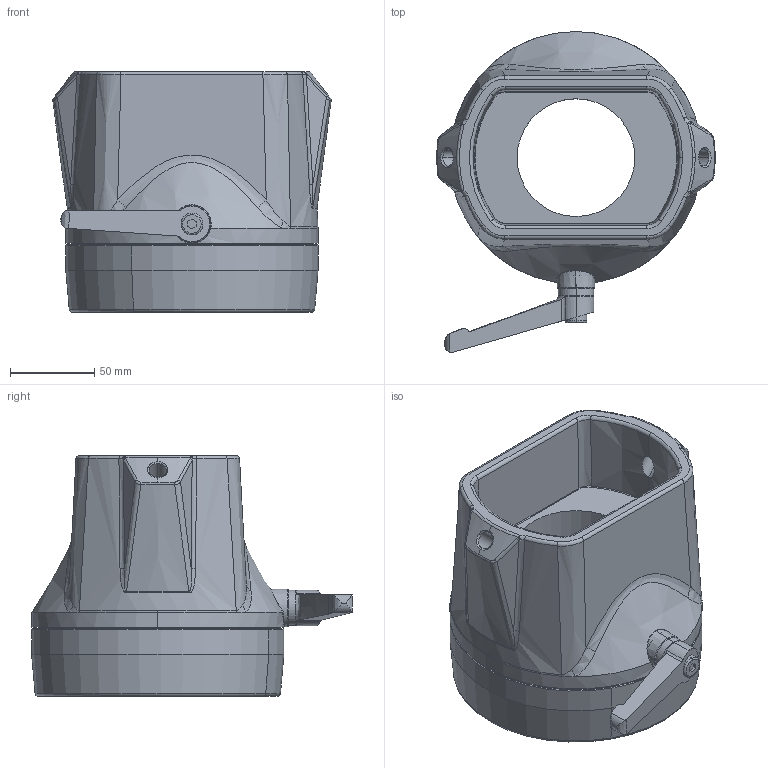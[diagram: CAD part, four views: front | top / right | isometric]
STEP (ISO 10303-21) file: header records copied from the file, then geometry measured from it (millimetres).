
FILE_DESCRIPTION (( 'STEP AP203' ), '1' );
FILE_NAME ('49627300_r.STEP', '2015-10-01T09:53:47', ( '' ), ( '' ), 'SwSTEP 2.0', 'SolidWorks 2014', '' );
FILE_SCHEMA (( 'CONFIG_CONTROL_DESIGN' ));
Length unit declared in the file: millimetre
Products named in the file (1): 49627300_r
Bounding box: 165.44 x 190.69 x 143 mm (x, y, z)
Volume: 1111344.5 mm3; surface area: 183404.9 mm2
Topology: 3 solids, 5 shells, 252 faces, 572 edges, 342 vertices
Faces by surface type: bspline 75, cylinder 61, cone 43, plane 36, torus 33, sphere 4
Entity records: 13413 total; most frequent: CARTESIAN_POINT 8110, ORIENTED_EDGE 1144, DIRECTION 1029, EDGE_CURVE 572, AXIS2_PLACEMENT_3D 454, VERTEX_POINT 342, EDGE_LOOP 276, CIRCLE 276
